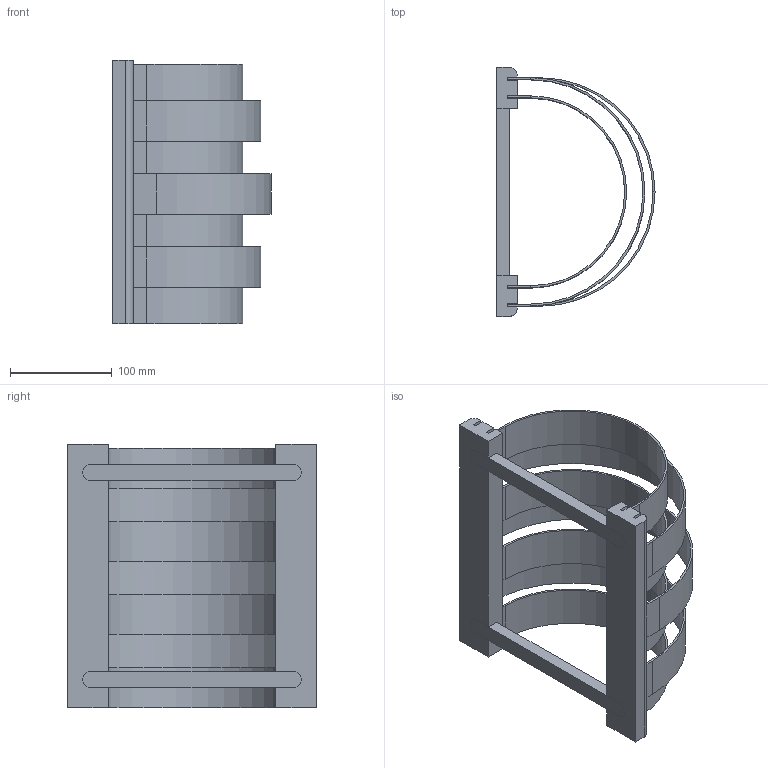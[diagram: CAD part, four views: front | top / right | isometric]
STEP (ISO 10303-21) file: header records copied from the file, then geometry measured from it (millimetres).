
FILE_DESCRIPTION(('STEP AP203'), '1');
FILE_NAME('Àáàæóð Woodson S1 ïðÿìîé, îëüõà _ WA3 ïðÿìîé, îëüõà', '', ('UNSPECIFIED'), ('UNSPECIFIED'), 'C3D Converter', 'C3D Toolkit', '');
FILE_SCHEMA(('CONFIG_CONTROL_DESIGN'));
Length unit declared in the file: millimetre
Products named in the file (1): WA5 
Bounding box: 155.78 x 245 x 260 mm (x, y, z)
Volume: 646920.5 mm3; surface area: 327397.5 mm2
Topology: 11 solids, 11 shells, 168 faces, 406 edges, 252 vertices
Faces by surface type: plane 140, cylinder 28
Full cylindrical faces by diameter (mm): 3 x4
Entity records: 6234 total; most frequent: CARTESIAN_POINT 823, ORIENTED_EDGE 804, DIRECTION 796, EDGE_CURVE 402, LINE 346, VECTOR 346, VERTEX_POINT 252, AXIS2_PLACEMENT_3D 225
